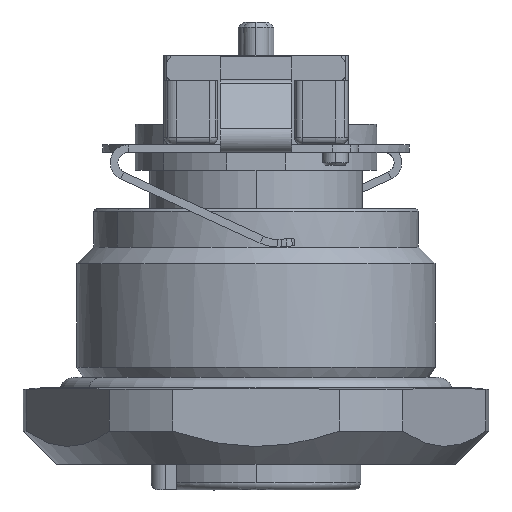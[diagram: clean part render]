
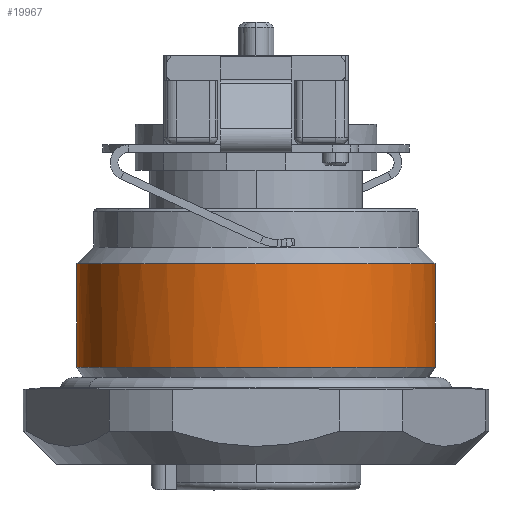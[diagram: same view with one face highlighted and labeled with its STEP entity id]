
A CAD part, left-side view. The second image highlights one B-rep face of the part: STEP entity #19967.
In plain terms, the highlighted cylindrical face has radius 7 mm (diameter 14 mm), a partial arc.
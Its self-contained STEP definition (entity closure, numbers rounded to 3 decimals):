
#19884=AXIS2_PLACEMENT_3D('Circle Axis2P3D',#19882,#19883,$) ;
#19942=AXIS2_PLACEMENT_3D('Cylinder Axis2P3D',#19939,#19940,#19941) ;
#19853=CARTESIAN_POINT('Vertex',(8.5,2.1,8.85)) ;
#19860=CARTESIAN_POINT('Vertex',(8.5,16.1,8.85)) ;
#19882=CARTESIAN_POINT('Axis2P3D Location',(8.5,9.1,8.85)) ;
#19901=CARTESIAN_POINT('Line Origine',(8.5,2.1,5.06)) ;
#19905=CARTESIAN_POINT('Vertex',(8.5,2.1,4.8)) ;
#19924=CARTESIAN_POINT('Vertex',(8.5,16.1,4.8)) ;
#19927=CARTESIAN_POINT('Line Origine',(8.5,16.1,5.06)) ;
#19939=CARTESIAN_POINT('Axis2P3D Location',(8.5,9.1,5.06)) ;
#19945=CARTESIAN_POINT('Control Point',(8.5,16.1,4.8)) ;
#19946=CARTESIAN_POINT('Control Point',(7.4,16.1,4.8)) ;
#19947=CARTESIAN_POINT('Control Point',(6.301,15.884,4.8)) ;
#19948=CARTESIAN_POINT('Control Point',(5.258,15.452,4.8)) ;
#19949=CARTESIAN_POINT('Control Point',(3.398,14.202,4.8)) ;
#19950=CARTESIAN_POINT('Control Point',(2.148,12.342,4.8)) ;
#19951=CARTESIAN_POINT('Control Point',(1.716,11.299,4.8)) ;
#19952=CARTESIAN_POINT('Control Point',(1.284,9.1,4.8)) ;
#19953=CARTESIAN_POINT('Control Point',(1.716,6.901,4.8)) ;
#19954=CARTESIAN_POINT('Control Point',(2.148,5.858,4.8)) ;
#19955=CARTESIAN_POINT('Control Point',(3.398,3.998,4.8)) ;
#19956=CARTESIAN_POINT('Control Point',(5.258,2.748,4.8)) ;
#19957=CARTESIAN_POINT('Control Point',(6.301,2.316,4.8)) ;
#19958=CARTESIAN_POINT('Control Point',(7.401,2.1,4.8)) ;
#19959=CARTESIAN_POINT('Control Point',(8.5,2.1,4.8)) ;
#19883=DIRECTION('Axis2P3D Direction',(0.,0.,-1.)) ;
#19902=DIRECTION('Vector Direction',(0.,0.,-1.)) ;
#19928=DIRECTION('Vector Direction',(0.,0.,-1.)) ;
#19940=DIRECTION('Axis2P3D Direction',(0.,0.,-1.)) ;
#19941=DIRECTION('Axis2P3D XDirection',(0.,-1.,0.)) ;
#19903=VECTOR('Line Direction',#19902,1.) ;
#19929=VECTOR('Line Direction',#19928,1.) ;
#19962=ORIENTED_EDGE('',*,*,#19931,.T.) ;
#19963=ORIENTED_EDGE('',*,*,#19960,.T.) ;
#19964=ORIENTED_EDGE('',*,*,#19907,.T.) ;
#19965=ORIENTED_EDGE('',*,*,#19886,.T.) ;
#19967=ADVANCED_FACE('V3',(#19966),#19943,.T.) ;
#19944=B_SPLINE_CURVE_WITH_KNOTS('',5,(#19945,#19946,#19947,#19948,#19949,#19950,#19951,#19952,#19953,#19954,#19955,#19956,#19957,#19958,#19959),.UNSPECIFIED.,.F.,.U.,(6,3,3,3,6),(-10.995,-5.498,0.,5.498,10.995),.UNSPECIFIED.) ;
#19885=CIRCLE('generated circle',#19884,7.) ;
#19943=CYLINDRICAL_SURFACE('generated cylinder',#19942,7.) ;
#19886=EDGE_CURVE('',#19854,#19861,#19885,.T.) ;
#19907=EDGE_CURVE('',#19906,#19854,#19904,.F.) ;
#19931=EDGE_CURVE('',#19861,#19925,#19930,.T.) ;
#19960=EDGE_CURVE('',#19925,#19906,#19944,.T.) ;
#19961=EDGE_LOOP('',(#19962,#19963,#19964,#19965)) ;
#19966=FACE_OUTER_BOUND('',#19961,.T.) ;
#19904=LINE('Line',#19901,#19903) ;
#19930=LINE('Line',#19927,#19929) ;
#19854=VERTEX_POINT('',#19853) ;
#19861=VERTEX_POINT('',#19860) ;
#19906=VERTEX_POINT('',#19905) ;
#19925=VERTEX_POINT('',#19924) ;
